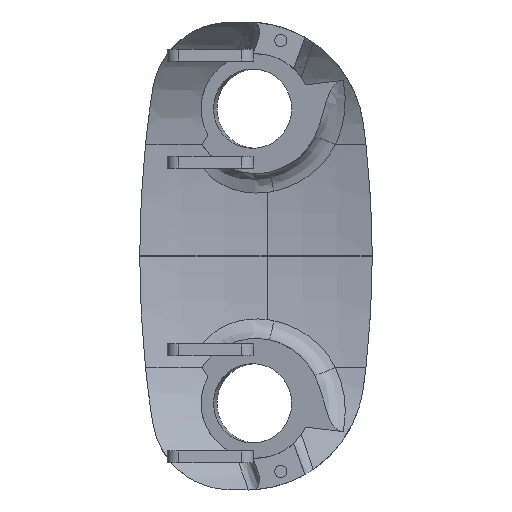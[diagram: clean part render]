
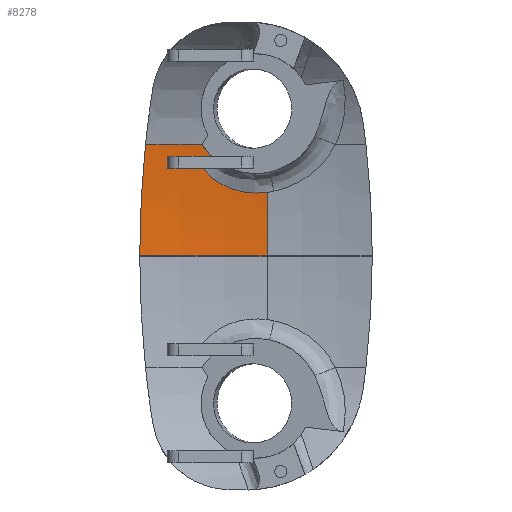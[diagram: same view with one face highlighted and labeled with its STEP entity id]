
A CAD part, left-side view. The second image highlights one B-rep face of the part: STEP entity #8278.
In plain terms, the highlighted toroidal (fillet/blend) face has major radius 30 mm and minor radius 177 mm.
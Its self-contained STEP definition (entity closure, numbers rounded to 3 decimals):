
#2 = ORIENTED_EDGE ( 'NONE', *, *, #3103, .T. ) ;
#19 = CARTESIAN_POINT ( 'NONE',  ( 112.503, 45.163, 21.175 ) ) ;
#175 = AXIS2_PLACEMENT_3D ( 'NONE', #5722, #9355, #2533 ) ;
#706 = ORIENTED_EDGE ( 'NONE', *, *, #5512, .F. ) ;
#1140 = CIRCLE ( 'NONE', #6613, 177. ) ;
#1252 = CARTESIAN_POINT ( 'NONE',  ( 108.96, 60.773, 28.295 ) ) ;
#1286 = CARTESIAN_POINT ( 'NONE',  ( 110.121, 61.62, 18.951 ) ) ;
#1317 = CARTESIAN_POINT ( 'NONE',  ( 109.624, 61.256, 23.632 ) ) ;
#1426 = CARTESIAN_POINT ( 'NONE',  ( 113.826, 32.871, 16.012 ) ) ;
#1497 = CARTESIAN_POINT ( 'NONE',  ( 108.96, 60.773, 28.295 ) ) ;
#1548 = B_SPLINE_CURVE_WITH_KNOTS ( 'NONE', 3,
 ( #2428, #4518, #5984, #1426, #7516, #7715, #6778, #3026, #9727, #7483, #8267, #6745, #8236, #3756, #3789, #19, #8987, #5266 ),
 .UNSPECIFIED., .F., .F.,
 ( 4, 2, 2, 2, 2, 2, 2, 2, 4 ),
 ( 0.002, 0.004, 0.006, 0.011, 0.013, 0.016, 0.017, 0.018, 0.02 ),
 .UNSPECIFIED. ) ;
#1665 = CARTESIAN_POINT ( 'NONE',  ( -62.428, 29.801, 0.103 ) ) ;
#1666 = DIRECTION ( 'NONE',  ( 0., 0., 1. ) ) ;
#1726 = CARTESIAN_POINT ( 'NONE',  ( -32.428, 29.801, 22.375 ) ) ;
#1731 = CARTESIAN_POINT ( 'NONE',  ( 111.937, 48.67, 22.375 ) ) ;
#1989 = CARTESIAN_POINT ( 'NONE',  ( 110.784, 62.108, 9.554 ) ) ;
#1999 = CARTESIAN_POINT ( 'NONE',  ( 111.655, 48.67, 24.483 ) ) ;
#2008 = CIRCLE ( 'NONE', #5627, 144.74 ) ;
#2017 = EDGE_CURVE ( 'NONE', #5640, #6527, #7635, .T. ) ;
#2022 = CARTESIAN_POINT ( 'NONE',  ( 110.95, 62.234, 0.103 ) ) ;
#2127 = CARTESIAN_POINT ( 'NONE',  ( 111.937, 48.67, 22.375 ) ) ;
#2197 = EDGE_CURVE ( 'NONE', #2720, #5020, #5569, .T. ) ;
#2331 = CARTESIAN_POINT ( 'NONE',  ( 113.84, 29.801, 16.186 ) ) ;
#2360 = ORIENTED_EDGE ( 'NONE', *, *, #7168, .T. ) ;
#2379 = AXIS2_PLACEMENT_3D ( 'NONE', #9594, #8039, #4350 ) ;
#2428 = CARTESIAN_POINT ( 'NONE',  ( 113.84, 29.801, 16.186 ) ) ;
#2533 = DIRECTION ( 'NONE',  ( 1., 0., 0. ) ) ;
#2622 = EDGE_CURVE ( 'NONE', #5348, #6858, #1140, .T. ) ;
#2720 = VERTEX_POINT ( 'NONE', #1497 ) ;
#2769 = CARTESIAN_POINT ( 'NONE',  ( 110.95, 62.233, 4.837 ) ) ;
#3014 = CARTESIAN_POINT ( 'NONE',  ( -32.428, 29.801, 28.295 ) ) ;
#3026 = CARTESIAN_POINT ( 'NONE',  ( 113.406, 39.553, 17.35 ) ) ;
#3103 = EDGE_CURVE ( 'NONE', #6527, #8362, #6463, .T. ) ;
#3299 = B_SPLINE_CURVE_WITH_KNOTS ( 'NONE', 3,
 ( #7250, #3501, #3536, #8814 ),
 .UNSPECIFIED., .F., .F.,
 ( 4, 4 ),
 ( 0.028, 0.032 ),
 .UNSPECIFIED. ) ;
#3501 = CARTESIAN_POINT ( 'NONE',  ( 111.861, 44.773, 26.25 ) ) ;
#3536 = CARTESIAN_POINT ( 'NONE',  ( 111.623, 45.607, 27.223 ) ) ;
#3537 = DIRECTION ( 'NONE',  ( 0., 0., -1. ) ) ;
#3756 = CARTESIAN_POINT ( 'NONE',  ( 112.737, 44.072, 20.121 ) ) ;
#3789 = CARTESIAN_POINT ( 'NONE',  ( 112.68, 44.354, 20.376 ) ) ;
#3810 = DIRECTION ( 'NONE',  ( 1., 0., 0. ) ) ;
#3970 = TOROIDAL_SURFACE ( 'NONE', #175, -30., 177. ) ;
#4128 = DIRECTION ( 'NONE',  ( 1., 0., 0. ) ) ;
#4158 = AXIS2_PLACEMENT_3D ( 'NONE', #1726, #1666, #4768 ) ;
#4181 = CIRCLE ( 'NONE', #2379, 145.187 ) ;
#4230 = ORIENTED_EDGE ( 'NONE', *, *, #2197, .T. ) ;
#4312 = CARTESIAN_POINT ( 'NONE',  ( 111.527, 48.67, 25.375 ) ) ;
#4346 = CARTESIAN_POINT ( 'NONE',  ( 111.867, 48.67, 22.929 ) ) ;
#4350 = DIRECTION ( 'NONE',  ( -1., 0., 0. ) ) ;
#4432 = CARTESIAN_POINT ( 'NONE',  ( 111.592, 48.67, 24.929 ) ) ;
#4448 = AXIS2_PLACEMENT_3D ( 'NONE', #7063, #5594, #4128 ) ;
#4518 = CARTESIAN_POINT ( 'NONE',  ( 113.849, 30.563, 16.091 ) ) ;
#4562 = VERTEX_POINT ( 'NONE', #5211 ) ;
#4768 = DIRECTION ( 'NONE',  ( 1., 0., 0. ) ) ;
#4838 = CARTESIAN_POINT ( 'NONE',  ( 114.572, 29.801, 0.103 ) ) ;
#4861 = ORIENTED_EDGE ( 'NONE', *, *, #2622, .T. ) ;
#5020 = VERTEX_POINT ( 'NONE', #5580 ) ;
#5211 = CARTESIAN_POINT ( 'NONE',  ( 111.366, 46.328, 28.295 ) ) ;
#5266 = CARTESIAN_POINT ( 'NONE',  ( 112.251, 46.096, 22.375 ) ) ;
#5348 = VERTEX_POINT ( 'NONE', #4838 ) ;
#5352 = ORIENTED_EDGE ( 'NONE', *, *, #2017, .T. ) ;
#5502 = ORIENTED_EDGE ( 'NONE', *, *, #9621, .T. ) ;
#5512 = EDGE_CURVE ( 'NONE', #2720, #4562, #2008, .T. ) ;
#5569 = B_SPLINE_CURVE_WITH_KNOTS ( 'NONE', 3,
 ( #1252, #1317, #1286, #1989, #2769, #2022 ),
 .UNSPECIFIED., .F., .F.,
 ( 4, 2, 4 ),
 ( 0., 0.014, 0.028 ),
 .UNSPECIFIED. ) ;
#5580 = CARTESIAN_POINT ( 'NONE',  ( 110.95, 62.234, 0.103 ) ) ;
#5594 = DIRECTION ( 'NONE',  ( 0., 0., -1. ) ) ;
#5627 = AXIS2_PLACEMENT_3D ( 'NONE', #3014, #3537, #3810 ) ;
#5640 = VERTEX_POINT ( 'NONE', #6241 ) ;
#5722 = CARTESIAN_POINT ( 'NONE',  ( -32.428, 29.801, 0.103 ) ) ;
#5984 = CARTESIAN_POINT ( 'NONE',  ( 113.848, 31.333, 16.036 ) ) ;
#6080 = ORIENTED_EDGE ( 'NONE', *, *, #8376, .T. ) ;
#6241 = CARTESIAN_POINT ( 'NONE',  ( 112.251, 46.096, 22.375 ) ) ;
#6463 = B_SPLINE_CURVE_WITH_KNOTS ( 'NONE', 3,
 ( #2127, #4346, #6639, #7376, #1999, #4432, #4312 ),
 .UNSPECIFIED., .F., .F.,
 ( 4, 3, 4 ),
 ( 0., 0.002, 0.003 ),
 .UNSPECIFIED. ) ;
#6527 = VERTEX_POINT ( 'NONE', #1731 ) ;
#6613 = AXIS2_PLACEMENT_3D ( 'NONE', #1665, #9122, #6983 ) ;
#6639 = CARTESIAN_POINT ( 'NONE',  ( 111.793, 48.67, 23.483 ) ) ;
#6719 = CIRCLE ( 'NONE', #4448, 147. ) ;
#6745 = CARTESIAN_POINT ( 'NONE',  ( 112.903, 43.182, 19.397 ) ) ;
#6778 = CARTESIAN_POINT ( 'NONE',  ( 113.615, 37.379, 16.58 ) ) ;
#6858 = VERTEX_POINT ( 'NONE', #2331 ) ;
#6983 = DIRECTION ( 'NONE',  ( 0., 0., -1. ) ) ;
#7063 = CARTESIAN_POINT ( 'NONE',  ( -32.428, 29.801, 0.103 ) ) ;
#7168 = EDGE_CURVE ( 'NONE', #6858, #5640, #1548, .T. ) ;
#7250 = CARTESIAN_POINT ( 'NONE',  ( 112.08, 43.825, 25.375 ) ) ;
#7323 = CARTESIAN_POINT ( 'NONE',  ( 111.527, 48.67, 25.375 ) ) ;
#7376 = CARTESIAN_POINT ( 'NONE',  ( 111.717, 48.67, 24.036 ) ) ;
#7483 = CARTESIAN_POINT ( 'NONE',  ( 113.154, 41.604, 18.344 ) ) ;
#7516 = CARTESIAN_POINT ( 'NONE',  ( 113.805, 33.633, 16.043 ) ) ;
#7635 = CIRCLE ( 'NONE', #4158, 145.593 ) ;
#7659 = EDGE_LOOP ( 'NONE', ( #8949, #4861, #2360, #5352, #2, #6080, #5502, #706, #4230 ) ) ;
#7715 = CARTESIAN_POINT ( 'NONE',  ( 113.714, 35.898, 16.264 ) ) ;
#7772 = FACE_OUTER_BOUND ( 'NONE', #7659, .T. ) ;
#8026 = VERTEX_POINT ( 'NONE', #8300 ) ;
#8039 = DIRECTION ( 'NONE',  ( 0., 0., -1. ) ) ;
#8236 = CARTESIAN_POINT ( 'NONE',  ( 112.849, 43.486, 19.631 ) ) ;
#8250 = EDGE_CURVE ( 'NONE', #5020, #5348, #6719, .T. ) ;
#8267 = CARTESIAN_POINT ( 'NONE',  ( 113.059, 42.252, 18.736 ) ) ;
#8278 = ADVANCED_FACE ( 'NONE', ( #7772 ), #3970, .F. ) ;
#8300 = CARTESIAN_POINT ( 'NONE',  ( 112.08, 43.825, 25.375 ) ) ;
#8362 = VERTEX_POINT ( 'NONE', #7323 ) ;
#8376 = EDGE_CURVE ( 'NONE', #8362, #8026, #4181, .T. ) ;
#8814 = CARTESIAN_POINT ( 'NONE',  ( 111.366, 46.328, 28.295 ) ) ;
#8949 = ORIENTED_EDGE ( 'NONE', *, *, #8250, .T. ) ;
#8987 = CARTESIAN_POINT ( 'NONE',  ( 112.38, 45.657, 21.749 ) ) ;
#9122 = DIRECTION ( 'NONE',  ( 0., -1., 0. ) ) ;
#9355 = DIRECTION ( 'NONE',  ( 0., 0., 1. ) ) ;
#9594 = CARTESIAN_POINT ( 'NONE',  ( -32.428, 29.801, 25.375 ) ) ;
#9621 = EDGE_CURVE ( 'NONE', #8026, #4562, #3299, .T. ) ;
#9727 = CARTESIAN_POINT ( 'NONE',  ( 113.328, 40.255, 17.652 ) ) ;
